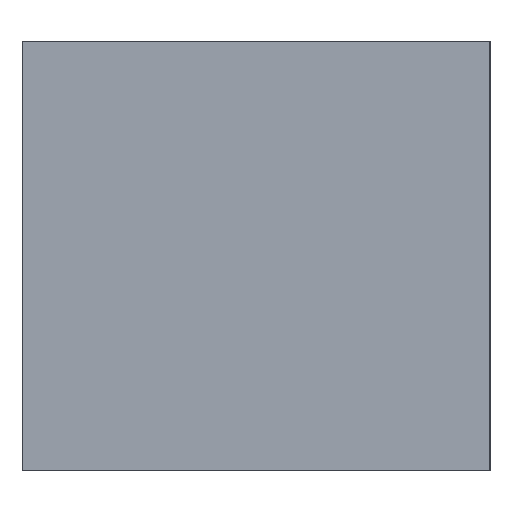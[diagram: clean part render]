
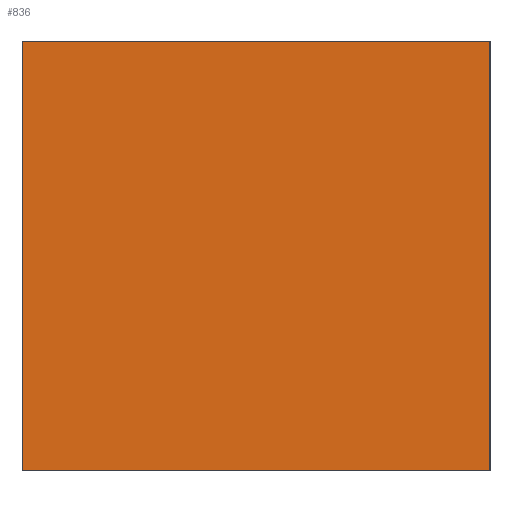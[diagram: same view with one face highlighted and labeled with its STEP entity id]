
A CAD part, left-side view. The second image highlights one B-rep face of the part: STEP entity #836.
In plain terms, the highlighted planar face has unit normal (-1, 0, 0).
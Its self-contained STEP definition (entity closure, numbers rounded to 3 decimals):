
#123 = ORIENTED_EDGE ( 'NONE', *, *, #931, .T. ) ;
#124 = ORIENTED_EDGE ( 'NONE', *, *, #926, .F. ) ;
#125 = ORIENTED_EDGE ( 'NONE', *, *, #922, .F. ) ;
#126 = ORIENTED_EDGE ( 'NONE', *, *, #935, .T. ) ;
#404 = EDGE_LOOP ( 'NONE', ( #123, #124, #125, #126 ) ) ;
#694 = VERTEX_POINT ( 'NONE', #1800 ) ;
#695 = VERTEX_POINT ( 'NONE', #1801 ) ;
#698 = VERTEX_POINT ( 'NONE', #1804 ) ;
#699 = VERTEX_POINT ( 'NONE', #1805 ) ;
#836 = ADVANCED_FACE ( 'NONE', ( #1350 ), #1936, .F. ) ;
#922 = EDGE_CURVE ( 'NONE', #694, #695, #1501, .T. ) ;
#926 = EDGE_CURVE ( 'NONE', #695, #699, #1518, .T. ) ;
#931 = EDGE_CURVE ( 'NONE', #698, #699, #1520, .T. ) ;
#935 = EDGE_CURVE ( 'NONE', #694, #698, #1533, .T. ) ;
#1051 = AXIS2_PLACEMENT_3D ( 'NONE', #1832, #1947, #1948 ) ;
#1350 = FACE_OUTER_BOUND ( 'NONE', #404, .T. ) ;
#1501 = LINE ( 'NONE', #2202, #1509 ) ;
#1509 = VECTOR ( 'NONE', #2203, 1000. ) ;
#1518 = LINE ( 'NONE', #2210, #1519 ) ;
#1519 = VECTOR ( 'NONE', #2211, 1000. ) ;
#1520 = LINE ( 'NONE', #2220, #1527 ) ;
#1527 = VECTOR ( 'NONE', #2224, 1000. ) ;
#1531 = VECTOR ( 'NONE', #2234, 1000. ) ;
#1533 = LINE ( 'NONE', #2227, #1531 ) ;
#1800 = CARTESIAN_POINT ( 'NONE',  ( -40., 30., 27.5 ) ) ;
#1801 = CARTESIAN_POINT ( 'NONE',  ( -40., -30., 27.5 ) ) ;
#1804 = CARTESIAN_POINT ( 'NONE',  ( -40., 30., -27.5 ) ) ;
#1805 = CARTESIAN_POINT ( 'NONE',  ( -40., -30., -27.5 ) ) ;
#1832 = CARTESIAN_POINT ( 'NONE',  ( -40., 30., 27.5 ) ) ;
#1936 = PLANE ( 'NONE',  #1051 ) ;
#1947 = DIRECTION ( 'NONE',  ( 1., 0., 0. ) ) ;
#1948 = DIRECTION ( 'NONE',  ( 0., 0., -1. ) ) ;
#2202 = CARTESIAN_POINT ( 'NONE',  ( -40., 30., 27.5 ) ) ;
#2203 = DIRECTION ( 'NONE',  ( 0., -1., 0. ) ) ;
#2210 = CARTESIAN_POINT ( 'NONE',  ( -40., -30., 27.5 ) ) ;
#2211 = DIRECTION ( 'NONE',  ( 0., 0., -1. ) ) ;
#2220 = CARTESIAN_POINT ( 'NONE',  ( -40., 30., -27.5 ) ) ;
#2224 = DIRECTION ( 'NONE',  ( 0., -1., 0. ) ) ;
#2227 = CARTESIAN_POINT ( 'NONE',  ( -40., 30., 27.5 ) ) ;
#2234 = DIRECTION ( 'NONE',  ( 0., 0., -1. ) ) ;
